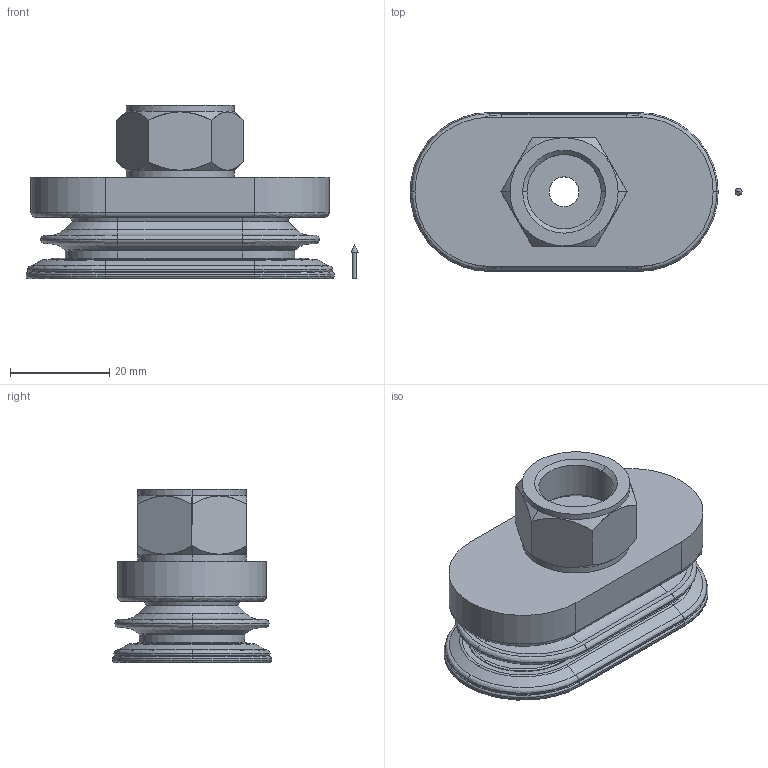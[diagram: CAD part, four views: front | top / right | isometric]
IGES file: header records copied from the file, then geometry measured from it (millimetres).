
Start section: 3D InterOp IGES (v. 2020 1.0.1), Spatial Corp. Copyright (c) 1999-2017.
Global section: file name: 10_01_06_00904.igs; native system: Spatial Corp.; preprocessor: 3D InterOp ACIS/IGES; author: TraceParts; organization: TraceParts S.A.; date: 20220412.192653; units: millimetre
Bounding box: 66.8 x 32 x 35 mm (x, y, z)
Surface area: 11428.1 mm2 (no closed solid volume)
Topology: 0 solids, 0 shells, 173 faces, 778 edges, 776 vertices
Faces by surface type: revolution 124, extrusion 49
